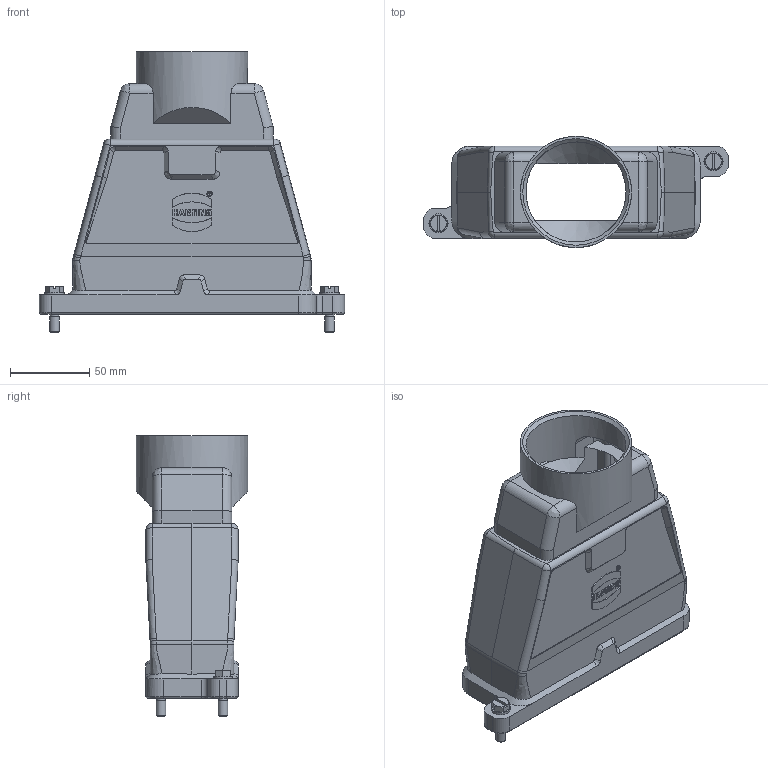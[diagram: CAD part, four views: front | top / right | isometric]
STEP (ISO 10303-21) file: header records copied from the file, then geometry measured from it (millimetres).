
FILE_DESCRIPTION(/* description */ (''),/* implementation_level */ '2;1');
FILE_NAME(/* name */ '100095256ugm000_c.stp',/* time_stamp */ '2017-11-03T09:24:15+01:00',/* author */ (''),/* organization */ (''),/* preprocessor_version */ 'ST-DEVELOPER v16',/* originating_system */ 'SIEMENS PLM Software NX 10.0',/* authorisation */ '');
FILE_SCHEMA (('AUTOMOTIVE_DESIGN { 1 0 10303 214 3 1 1 1 }'));
Length unit declared in the file: millimetre
Products named in the file (1): 100095256ugm000_c
Bounding box: 192 x 70 x 176.4 mm (x, y, z)
Volume: 354202.1 mm3; surface area: 119854 mm2
Topology: 3 solids, 3 shells, 662 faces, 1678 edges, 1048 vertices
Faces by surface type: plane 324, cylinder 175, bspline 74, cone 61, torus 24, sphere 4
Full cylindrical faces by diameter (mm): 3 x4, 5 x2, 5.3 x2, 6 x2, 6.2 x4, 6.45 x2, 6.5 x2, 7 x4, 12 x2, 12.9 x2, 63 x2, 70 x1
Entity records: 26404 total; most frequent: CARTESIAN_POINT 6710, ORIENTED_EDGE 3172, DIRECTION 2994, EDGE_CURVE 1586, AXIS2_PLACEMENT_3D 1074, VERTEX_POINT 1029, LINE 846, VECTOR 846
